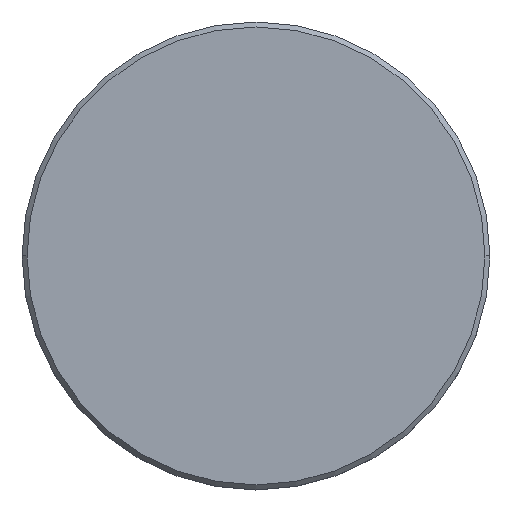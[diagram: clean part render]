
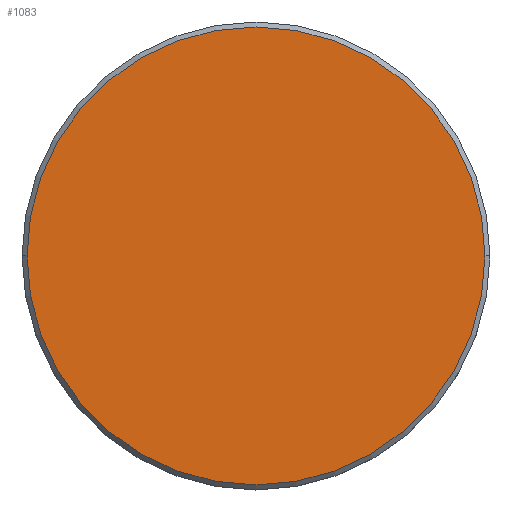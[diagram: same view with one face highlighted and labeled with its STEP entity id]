
A CAD part, top view. The second image highlights one B-rep face of the part: STEP entity #1083.
In plain terms, the highlighted planar face has unit normal (0, 0, 1).
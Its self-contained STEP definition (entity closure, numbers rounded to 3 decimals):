
#47 = AXIS2_PLACEMENT_3D ( 'NONE', #519, #877, #699 ) ;
#71 = CARTESIAN_POINT ( 'NONE',  ( 0., 0., 0. ) ) ;
#88 = DIRECTION ( 'NONE',  ( 1., 0., 0. ) ) ;
#148 = FACE_OUTER_BOUND ( 'NONE', #502, .T. ) ;
#174 = CARTESIAN_POINT ( 'NONE',  ( 0., 0., 0. ) ) ;
#181 = ORIENTED_EDGE ( 'NONE', *, *, #811, .T. ) ;
#251 = DIRECTION ( 'NONE',  ( 1., 0., 0. ) ) ;
#312 = CIRCLE ( 'NONE', #903, 23. ) ;
#502 = EDGE_LOOP ( 'NONE', ( #1174, #181 ) ) ;
#519 = CARTESIAN_POINT ( 'NONE',  ( 0., 0., 0. ) ) ;
#617 = AXIS2_PLACEMENT_3D ( 'NONE', #174, #904, #88 ) ;
#642 = CARTESIAN_POINT ( 'NONE',  ( 23., 0., 0. ) ) ;
#699 = DIRECTION ( 'NONE',  ( 1., 0., 0. ) ) ;
#702 = PLANE ( 'NONE',  #47 ) ;
#716 = CARTESIAN_POINT ( 'NONE',  ( -23., 0., 0. ) ) ;
#795 = DIRECTION ( 'NONE',  ( 0., 0., 1. ) ) ;
#811 = EDGE_CURVE ( 'NONE', #1182, #1050, #955, .T. ) ;
#877 = DIRECTION ( 'NONE',  ( 0., 0., 1. ) ) ;
#903 = AXIS2_PLACEMENT_3D ( 'NONE', #71, #795, #251 ) ;
#904 = DIRECTION ( 'NONE',  ( 0., 0., 1. ) ) ;
#955 = CIRCLE ( 'NONE', #617, 23. ) ;
#980 = EDGE_CURVE ( 'NONE', #1050, #1182, #312, .T. ) ;
#1050 = VERTEX_POINT ( 'NONE', #716 ) ;
#1083 = ADVANCED_FACE ( 'NONE', ( #148 ), #702, .T. ) ;
#1174 = ORIENTED_EDGE ( 'NONE', *, *, #980, .T. ) ;
#1182 = VERTEX_POINT ( 'NONE', #642 ) ;
